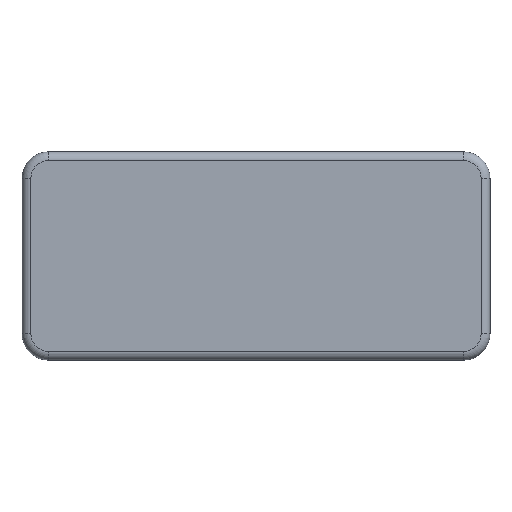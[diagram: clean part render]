
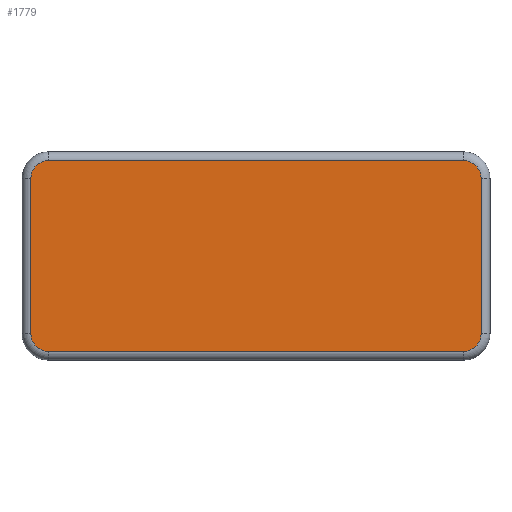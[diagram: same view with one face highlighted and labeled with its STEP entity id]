
A CAD part, front view. The second image highlights one B-rep face of the part: STEP entity #1779.
In plain terms, the highlighted planar face has unit normal (0, -1, 0).
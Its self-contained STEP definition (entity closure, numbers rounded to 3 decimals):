
#4 = DIRECTION ( 'NONE',  ( 1., 0., 0. ) ) ;
#26 = CIRCLE ( 'NONE', #1338, 2. ) ;
#27 = DIRECTION ( 'NONE',  ( 0., 1., 0. ) ) ;
#39 = VERTEX_POINT ( 'NONE', #241 ) ;
#40 = VERTEX_POINT ( 'NONE', #1972 ) ;
#93 = ORIENTED_EDGE ( 'NONE', *, *, #912, .F. ) ;
#241 = CARTESIAN_POINT ( 'NONE',  ( 3., 0., -1. ) ) ;
#257 = DIRECTION ( 'NONE',  ( 0., 1., 0. ) ) ;
#289 = CARTESIAN_POINT ( 'NONE',  ( 52., 0., -20.6 ) ) ;
#305 = EDGE_CURVE ( 'NONE', #1401, #879, #1965, .T. ) ;
#320 = CARTESIAN_POINT ( 'NONE',  ( 53., 0., -22.6 ) ) ;
#438 = EDGE_CURVE ( 'NONE', #1090, #879, #1838, .T. ) ;
#501 = CARTESIAN_POINT ( 'NONE',  ( 1., 0., -3. ) ) ;
#517 = DIRECTION ( 'NONE',  ( 0., 0., -1. ) ) ;
#538 = CARTESIAN_POINT ( 'NONE',  ( 50., 0., -20.6 ) ) ;
#571 = CARTESIAN_POINT ( 'NONE',  ( 3., 0., -3. ) ) ;
#593 = PLANE ( 'NONE',  #1232 ) ;
#639 = AXIS2_PLACEMENT_3D ( 'NONE', #1470, #27, #517 ) ;
#641 = VERTEX_POINT ( 'NONE', #501 ) ;
#666 = ORIENTED_EDGE ( 'NONE', *, *, #1312, .F. ) ;
#703 = DIRECTION ( 'NONE',  ( 0., 0., -1. ) ) ;
#715 = DIRECTION ( 'NONE',  ( 0., 0., -1. ) ) ;
#729 = CIRCLE ( 'NONE', #2059, 2. ) ;
#749 = CARTESIAN_POINT ( 'NONE',  ( 50., 0., -3. ) ) ;
#800 = DIRECTION ( 'NONE',  ( 0., 0., -1. ) ) ;
#820 = ORIENTED_EDGE ( 'NONE', *, *, #1065, .T. ) ;
#879 = VERTEX_POINT ( 'NONE', #1024 ) ;
#903 = CIRCLE ( 'NONE', #639, 2. ) ;
#912 = EDGE_CURVE ( 'NONE', #1245, #40, #903, .T. ) ;
#923 = VECTOR ( 'NONE', #4, 1000. ) ;
#951 = AXIS2_PLACEMENT_3D ( 'NONE', #749, #257, #1223 ) ;
#1024 = CARTESIAN_POINT ( 'NONE',  ( 52., 0., -3. ) ) ;
#1025 = ORIENTED_EDGE ( 'NONE', *, *, #1580, .F. ) ;
#1065 = EDGE_CURVE ( 'NONE', #641, #40, #1278, .T. ) ;
#1090 = VERTEX_POINT ( 'NONE', #1784 ) ;
#1110 = LINE ( 'NONE', #1230, #1987 ) ;
#1154 = VECTOR ( 'NONE', #1205, 1000. ) ;
#1178 = CARTESIAN_POINT ( 'NONE',  ( 50., 0., -22.6 ) ) ;
#1192 = DIRECTION ( 'NONE',  ( 0., 1., 0. ) ) ;
#1205 = DIRECTION ( 'NONE',  ( 0., 0., 1. ) ) ;
#1209 = DIRECTION ( 'NONE',  ( 0., 1., 0. ) ) ;
#1223 = DIRECTION ( 'NONE',  ( 0., 0., -1. ) ) ;
#1230 = CARTESIAN_POINT ( 'NONE',  ( 0., 0., -1. ) ) ;
#1232 = AXIS2_PLACEMENT_3D ( 'NONE', #1858, #1600, #800 ) ;
#1245 = VERTEX_POINT ( 'NONE', #1363 ) ;
#1266 = DIRECTION ( 'NONE',  ( -1., 0., 0. ) ) ;
#1278 = LINE ( 'NONE', #1906, #1953 ) ;
#1293 = EDGE_LOOP ( 'NONE', ( #1963, #1651, #666, #820, #93, #1541, #1025, #1954 ) ) ;
#1312 = EDGE_CURVE ( 'NONE', #641, #39, #729, .T. ) ;
#1338 = AXIS2_PLACEMENT_3D ( 'NONE', #538, #1209, #703 ) ;
#1363 = CARTESIAN_POINT ( 'NONE',  ( 3., 0., -22.6 ) ) ;
#1385 = FACE_OUTER_BOUND ( 'NONE', #1293, .T. ) ;
#1401 = VERTEX_POINT ( 'NONE', #289 ) ;
#1470 = CARTESIAN_POINT ( 'NONE',  ( 3., 0., -20.6 ) ) ;
#1541 = ORIENTED_EDGE ( 'NONE', *, *, #1890, .T. ) ;
#1580 = EDGE_CURVE ( 'NONE', #1401, #1591, #26, .T. ) ;
#1591 = VERTEX_POINT ( 'NONE', #1178 ) ;
#1600 = DIRECTION ( 'NONE',  ( 0., -1., 0. ) ) ;
#1601 = DIRECTION ( 'NONE',  ( 0., 0., -1. ) ) ;
#1651 = ORIENTED_EDGE ( 'NONE', *, *, #1734, .T. ) ;
#1653 = CARTESIAN_POINT ( 'NONE',  ( 52., 0., 0. ) ) ;
#1734 = EDGE_CURVE ( 'NONE', #1090, #39, #1110, .T. ) ;
#1779 = ADVANCED_FACE ( 'NONE', ( #1385 ), #593, .T. ) ;
#1784 = CARTESIAN_POINT ( 'NONE',  ( 50., 0., -1. ) ) ;
#1838 = CIRCLE ( 'NONE', #951, 2. ) ;
#1858 = CARTESIAN_POINT ( 'NONE',  ( 0., 0., 0. ) ) ;
#1890 = EDGE_CURVE ( 'NONE', #1245, #1591, #1949, .T. ) ;
#1906 = CARTESIAN_POINT ( 'NONE',  ( 1., 0., -23.6 ) ) ;
#1949 = LINE ( 'NONE', #320, #923 ) ;
#1953 = VECTOR ( 'NONE', #1601, 1000. ) ;
#1954 = ORIENTED_EDGE ( 'NONE', *, *, #305, .T. ) ;
#1963 = ORIENTED_EDGE ( 'NONE', *, *, #438, .F. ) ;
#1965 = LINE ( 'NONE', #1653, #1154 ) ;
#1972 = CARTESIAN_POINT ( 'NONE',  ( 1., 0., -20.6 ) ) ;
#1987 = VECTOR ( 'NONE', #1266, 1000. ) ;
#2059 = AXIS2_PLACEMENT_3D ( 'NONE', #571, #1192, #715 ) ;
